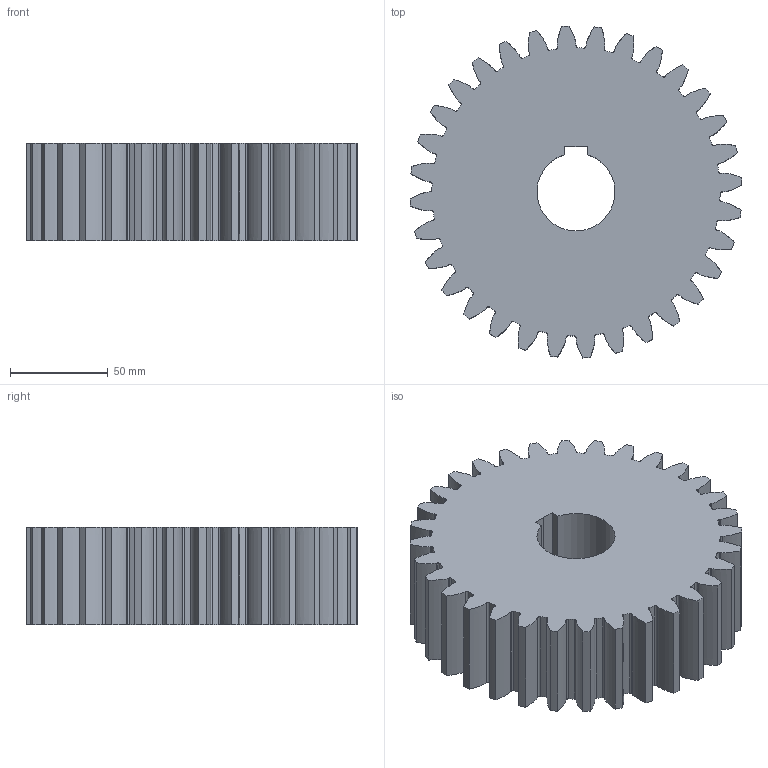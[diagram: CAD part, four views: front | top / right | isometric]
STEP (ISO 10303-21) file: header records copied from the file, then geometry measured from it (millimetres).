
FILE_DESCRIPTION(('CATIA V5 STEP Exchange'),'2;1');
FILE_NAME('5_driving_Gear.stp','2020-06-22T19:23:12+00:00',('none'),('none'),'CATIA Version 5 Release 21 GA (IN-10)','CATIA V5 STEP AP203','none');
FILE_SCHEMA(('CONFIG_CONTROL_DESIGN'));
Length unit declared in the file: millimetre
Products named in the file (1): Parametric Gear
Bounding box: 169.85 x 169.85 x 50 mm (x, y, z)
Volume: 928683 mm3; surface area: 94557.6 mm2
Topology: 1 solids, 1 shells, 263 faces, 783 edges, 522 vertices
Faces by surface type: cylinder 129, plane 70, extrusion 64
Entity records: 15258 total; most frequent: CARTESIAN_POINT 8772, ORIENTED_EDGE 1566, DIRECTION 931, EDGE_CURVE 783, VERTEX_POINT 522, VECTOR 461, LINE 397, AXIS2_PLACEMENT_3D 365
